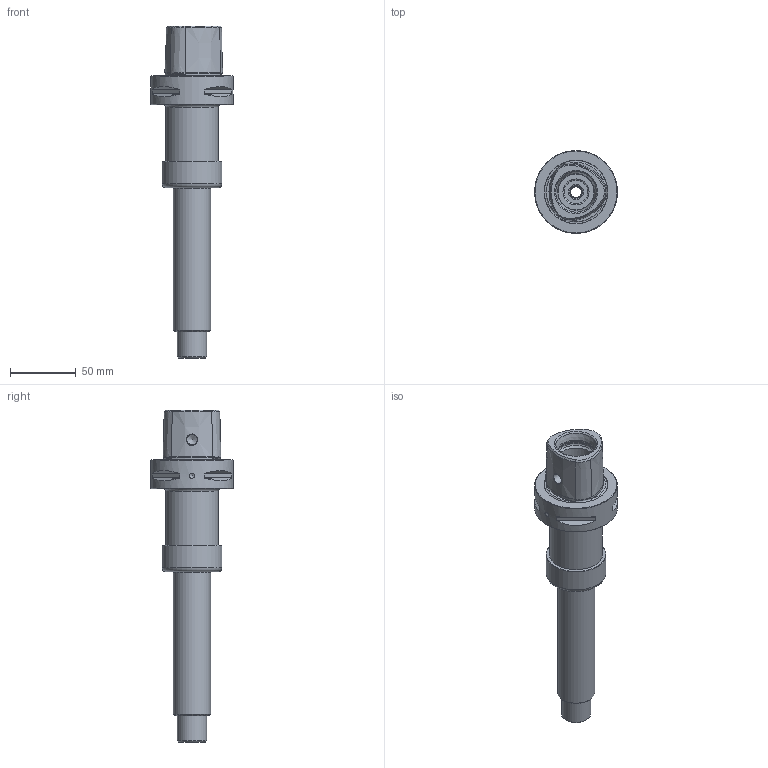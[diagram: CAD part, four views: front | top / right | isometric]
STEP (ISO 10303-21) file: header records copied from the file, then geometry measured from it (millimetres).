
FILE_DESCRIPTION(/* description */ (''),/* implementation_level */ '2;1');
FILE_NAME(/* name */ '888613050.stp',/* time_stamp */ '2021-07-27T13:22:26',/* author */ ('LRA'),/* organization */ ('REGO-FIX'),/* preprocessor_version */ ' Unknown',/* originating_system */ 'SIEMENS PLM Software Solid Edge ST10',/* authorization */ 'Unknown');
FILE_SCHEMA (('AUTOMOTIVE_DESIGN { 1 0 10303 214 2 1 1}'));
Length unit declared in the file: millimetre
Products named in the file (1): NOCUT
Bounding box: 63 x 63 x 252.7 mm (x, y, z)
Volume: 236147.5 mm3; surface area: 52620.4 mm2
Topology: 1 solids, 3 shells, 154 faces, 352 edges, 215 vertices
Faces by surface type: cone 73, cylinder 32, plane 31, torus 18
Full cylindrical faces by diameter (mm): 4 x1, 8.1 x2, 8.35 x1, 8.376 x1, 9.6 x1, 10.5 x1, 17.835 x1, 22.3 x1, 23.8 x1, 24.7 x1, 25 x1, 28 x2, 28.3 x1, 32 x1, 33.3 x1, 34 x1, 38.376 x1, 40 x1, 40.05 x1, 43.3 x1, 45.65 x1, 63 x1
Entity records: 4962 total; most frequent: CARTESIAN_POINT 845, DIRECTION 646, ORIENTED_EDGE 502, AXIS2_PLACEMENT_3D 293, EDGE_CURVE 251, FACE_BOUND 250, EDGE_LOOP 247, VERTEX_POINT 191
